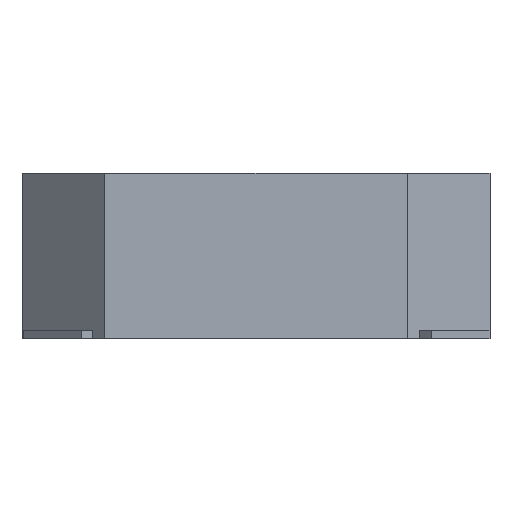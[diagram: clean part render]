
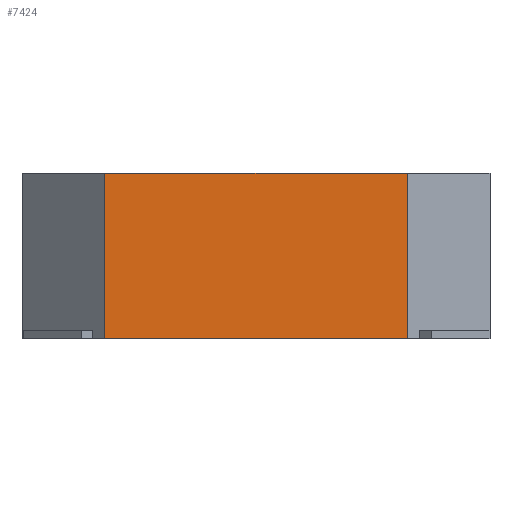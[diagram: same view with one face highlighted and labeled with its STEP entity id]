
A CAD part, front view. The second image highlights one B-rep face of the part: STEP entity #7424.
In plain terms, the highlighted planar face has unit normal (0, -1, 0).
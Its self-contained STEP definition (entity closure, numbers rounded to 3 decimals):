
#3800 = PLANE('',#3801);
#3801 = AXIS2_PLACEMENT_3D('',#3802,#3803,#3804);
#3802 = CARTESIAN_POINT('',(0.,0.,3.01));
#3803 = DIRECTION('',(0.,0.,1.));
#3804 = DIRECTION('',(1.,0.,-0.));
#3917 = PLANE('',#3918);
#3918 = AXIS2_PLACEMENT_3D('',#3919,#3920,#3921);
#3919 = CARTESIAN_POINT('',(0.,0.,0.01));
#3920 = DIRECTION('',(0.,0.,1.));
#3921 = DIRECTION('',(1.,0.,-0.));
#6079 = VERTEX_POINT('',#6080);
#6080 = CARTESIAN_POINT('',(2.75,-4.249,
    0.01));
#6094 = PLANE('',#6095);
#6095 = AXIS2_PLACEMENT_3D('',#6096,#6097,#6098);
#6096 = CARTESIAN_POINT('',(4.249,-2.75,3.01
    ));
#6097 = DIRECTION('',(-0.707,0.707,0.));
#6098 = DIRECTION('',(0.,0.,-1.));
#6106 = EDGE_CURVE('',#6107,#6079,#6109,.T.);
#6107 = VERTEX_POINT('',#6108);
#6108 = CARTESIAN_POINT('',(-2.75,-4.249,
    0.01));
#6109 = SURFACE_CURVE('',#6110,(#6114,#6121),.PCURVE_S1.);
#6110 = LINE('',#6111,#6112);
#6111 = CARTESIAN_POINT('',(-4.249,-4.249,
    0.01));
#6112 = VECTOR('',#6113,1.);
#6113 = DIRECTION('',(1.,0.,0.));
#6114 = PCURVE('',#3917,#6115);
#6115 = DEFINITIONAL_REPRESENTATION('',(#6116),#6120);
#6116 = LINE('',#6117,#6118);
#6117 = CARTESIAN_POINT('',(-4.249,-4.249));
#6118 = VECTOR('',#6119,1.);
#6119 = DIRECTION('',(1.,0.));
#6120 = ( GEOMETRIC_REPRESENTATION_CONTEXT(2) 
PARAMETRIC_REPRESENTATION_CONTEXT() REPRESENTATION_CONTEXT('2D SPACE',''
  ) );
#6121 = PCURVE('',#6122,#6127);
#6122 = PLANE('',#6123);
#6123 = AXIS2_PLACEMENT_3D('',#6124,#6125,#6126);
#6124 = CARTESIAN_POINT('',(-4.249,-4.249,
    3.01));
#6125 = DIRECTION('',(0.,1.,0.));
#6126 = DIRECTION('',(0.,-0.,1.));
#6127 = DEFINITIONAL_REPRESENTATION('',(#6128),#6132);
#6128 = LINE('',#6129,#6130);
#6129 = CARTESIAN_POINT('',(-3.,0.));
#6130 = VECTOR('',#6131,1.);
#6131 = DIRECTION('',(0.,1.));
#6132 = ( GEOMETRIC_REPRESENTATION_CONTEXT(2) 
PARAMETRIC_REPRESENTATION_CONTEXT() REPRESENTATION_CONTEXT('2D SPACE',''
  ) );
#6148 = PLANE('',#6149);
#6149 = AXIS2_PLACEMENT_3D('',#6150,#6151,#6152);
#6150 = CARTESIAN_POINT('',(-2.75,-4.249,
    3.01));
#6151 = DIRECTION('',(0.707,0.707,0.));
#6152 = DIRECTION('',(0.,0.,-1.));
#7424 = ADVANCED_FACE('',(#7425),#6122,.F.);
#7425 = FACE_BOUND('',#7426,.T.);
#7426 = EDGE_LOOP('',(#7427,#7428,#7451,#7474));
#7427 = ORIENTED_EDGE('',*,*,#6106,.T.);
#7428 = ORIENTED_EDGE('',*,*,#7429,.T.);
#7429 = EDGE_CURVE('',#6079,#7430,#7432,.T.);
#7430 = VERTEX_POINT('',#7431);
#7431 = CARTESIAN_POINT('',(2.75,-4.249,3.01
    ));
#7432 = SURFACE_CURVE('',#7433,(#7437,#7444),.PCURVE_S1.);
#7433 = LINE('',#7434,#7435);
#7434 = CARTESIAN_POINT('',(2.75,-4.249,3.01
    ));
#7435 = VECTOR('',#7436,1.);
#7436 = DIRECTION('',(0.,0.,1.));
#7437 = PCURVE('',#6122,#7438);
#7438 = DEFINITIONAL_REPRESENTATION('',(#7439),#7443);
#7439 = LINE('',#7440,#7441);
#7440 = CARTESIAN_POINT('',(0.,6.999));
#7441 = VECTOR('',#7442,1.);
#7442 = DIRECTION('',(1.,0.));
#7443 = ( GEOMETRIC_REPRESENTATION_CONTEXT(2) 
PARAMETRIC_REPRESENTATION_CONTEXT() REPRESENTATION_CONTEXT('2D SPACE',''
  ) );
#7444 = PCURVE('',#6094,#7445);
#7445 = DEFINITIONAL_REPRESENTATION('',(#7446),#7450);
#7446 = LINE('',#7447,#7448);
#7447 = CARTESIAN_POINT('',(-0.,2.121));
#7448 = VECTOR('',#7449,1.);
#7449 = DIRECTION('',(-1.,-0.));
#7450 = ( GEOMETRIC_REPRESENTATION_CONTEXT(2) 
PARAMETRIC_REPRESENTATION_CONTEXT() REPRESENTATION_CONTEXT('2D SPACE',''
  ) );
#7451 = ORIENTED_EDGE('',*,*,#7452,.F.);
#7452 = EDGE_CURVE('',#7453,#7430,#7455,.T.);
#7453 = VERTEX_POINT('',#7454);
#7454 = CARTESIAN_POINT('',(-2.75,-4.249,
    3.01));
#7455 = SURFACE_CURVE('',#7456,(#7460,#7467),.PCURVE_S1.);
#7456 = LINE('',#7457,#7458);
#7457 = CARTESIAN_POINT('',(-4.249,-4.249,
    3.01));
#7458 = VECTOR('',#7459,1.);
#7459 = DIRECTION('',(1.,0.,0.));
#7460 = PCURVE('',#6122,#7461);
#7461 = DEFINITIONAL_REPRESENTATION('',(#7462),#7466);
#7462 = LINE('',#7463,#7464);
#7463 = CARTESIAN_POINT('',(0.,0.));
#7464 = VECTOR('',#7465,1.);
#7465 = DIRECTION('',(0.,1.));
#7466 = ( GEOMETRIC_REPRESENTATION_CONTEXT(2) 
PARAMETRIC_REPRESENTATION_CONTEXT() REPRESENTATION_CONTEXT('2D SPACE',''
  ) );
#7467 = PCURVE('',#3800,#7468);
#7468 = DEFINITIONAL_REPRESENTATION('',(#7469),#7473);
#7469 = LINE('',#7470,#7471);
#7470 = CARTESIAN_POINT('',(-4.249,-4.249));
#7471 = VECTOR('',#7472,1.);
#7472 = DIRECTION('',(1.,0.));
#7473 = ( GEOMETRIC_REPRESENTATION_CONTEXT(2) 
PARAMETRIC_REPRESENTATION_CONTEXT() REPRESENTATION_CONTEXT('2D SPACE',''
  ) );
#7474 = ORIENTED_EDGE('',*,*,#7475,.T.);
#7475 = EDGE_CURVE('',#7453,#6107,#7476,.T.);
#7476 = SURFACE_CURVE('',#7477,(#7481,#7488),.PCURVE_S1.);
#7477 = LINE('',#7478,#7479);
#7478 = CARTESIAN_POINT('',(-2.75,-4.249,
    3.01));
#7479 = VECTOR('',#7480,1.);
#7480 = DIRECTION('',(0.,0.,-1.));
#7481 = PCURVE('',#6122,#7482);
#7482 = DEFINITIONAL_REPRESENTATION('',(#7483),#7487);
#7483 = LINE('',#7484,#7485);
#7484 = CARTESIAN_POINT('',(0.,1.5));
#7485 = VECTOR('',#7486,1.);
#7486 = DIRECTION('',(-1.,0.));
#7487 = ( GEOMETRIC_REPRESENTATION_CONTEXT(2) 
PARAMETRIC_REPRESENTATION_CONTEXT() REPRESENTATION_CONTEXT('2D SPACE',''
  ) );
#7488 = PCURVE('',#6148,#7489);
#7489 = DEFINITIONAL_REPRESENTATION('',(#7490),#7494);
#7490 = LINE('',#7491,#7492);
#7491 = CARTESIAN_POINT('',(0.,0.));
#7492 = VECTOR('',#7493,1.);
#7493 = DIRECTION('',(1.,0.));
#7494 = ( GEOMETRIC_REPRESENTATION_CONTEXT(2) 
PARAMETRIC_REPRESENTATION_CONTEXT() REPRESENTATION_CONTEXT('2D SPACE',''
  ) );
